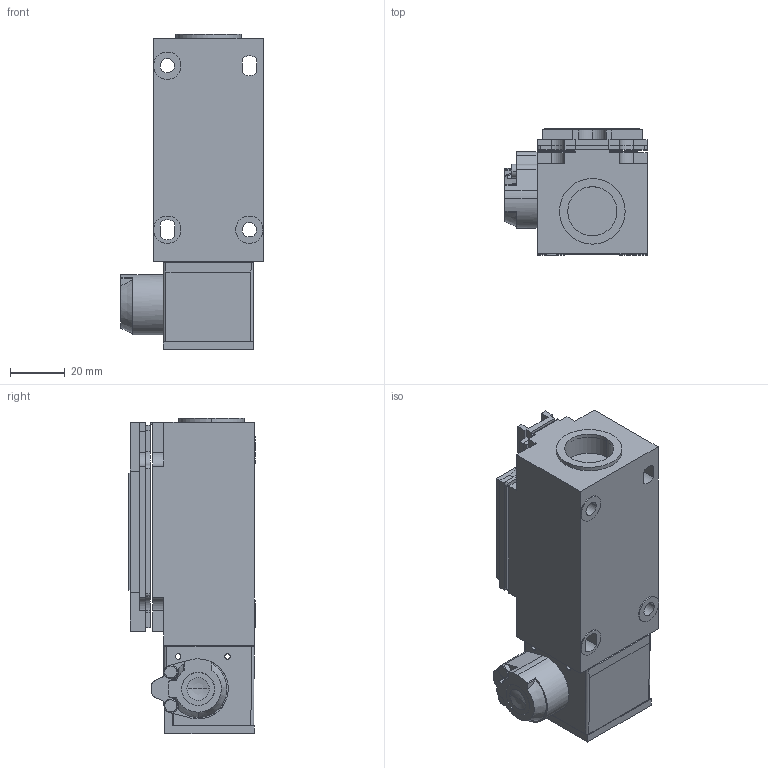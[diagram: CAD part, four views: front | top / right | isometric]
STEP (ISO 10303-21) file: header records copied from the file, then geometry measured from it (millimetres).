
FILE_DESCRIPTION(('STEP AP242'),'1');
FILE_NAME('operating_key_xcsb501.stp','2020-07-23T08:16:59',('TraceParts'),('TraceParts S.A.'),'Spatial InterOp 3D',' ',' ');
FILE_SCHEMA(('AP242_MANAGED_MODEL_BASED_3D_ENGINEERING_MIM_LF {1 0 10303 442 1 1 4}'));
Length unit declared in the file: millimetre
Products named in the file (1): operating_key_xcsb501_1
Bounding box: 52.05 x 46.3 x 115.4 mm (x, y, z)
Volume: 74842.2 mm3; surface area: 60197 mm2
Topology: 11 solids, 11 shells, 662 faces, 1773 edges, 1156 vertices
Faces by surface type: plane 351, cylinder 239, cone 31, torus 26, bspline 13, sphere 2
Entity records: 21902 total; most frequent: CARTESIAN_POINT 5012, ORIENTED_EDGE 3542, DIRECTION 3504, EDGE_CURVE 1771, AXIS2_PLACEMENT_3D 1198, VERTEX_POINT 1156, LINE 1108, VECTOR 1108
